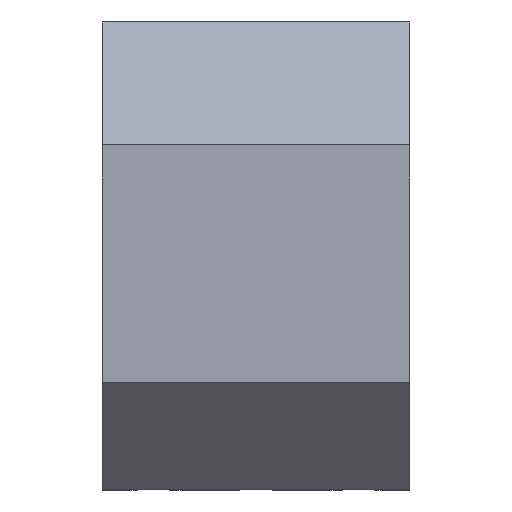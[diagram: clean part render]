
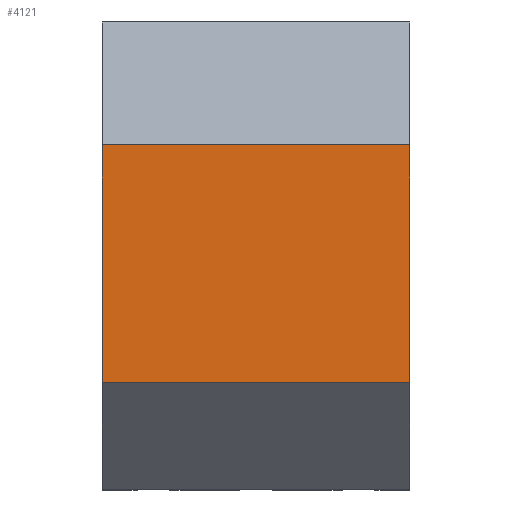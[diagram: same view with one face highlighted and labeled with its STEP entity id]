
A CAD part, top view. The second image highlights one B-rep face of the part: STEP entity #4121.
In plain terms, the highlighted planar face has unit normal (0, 0, 1).
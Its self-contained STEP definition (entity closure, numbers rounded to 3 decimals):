
#3228 = PLANE('',#3229);
#3229 = AXIS2_PLACEMENT_3D('',#3230,#3231,#3232);
#3230 = CARTESIAN_POINT('',(6.25,1.731,5.523));
#3231 = DIRECTION('',(1.,0.,0.));
#3232 = DIRECTION('',(0.,0.,1.));
#3282 = PLANE('',#3283);
#3283 = AXIS2_PLACEMENT_3D('',#3284,#3285,#3286);
#3284 = CARTESIAN_POINT('',(-1.25,1.731,5.523));
#3285 = DIRECTION('',(1.,0.,0.));
#3286 = DIRECTION('',(0.,0.,1.));
#3413 = PLANE('',#3414);
#3414 = AXIS2_PLACEMENT_3D('',#3415,#3416,#3417);
#3415 = CARTESIAN_POINT('',(-1.25,8.4,8.5));
#3416 = DIRECTION('',(0.,-0.447,-0.894));
#3417 = DIRECTION('',(0.,-0.894,0.447));
#3452 = VERTEX_POINT('',#3453);
#3453 = CARTESIAN_POINT('',(-1.25,5.4,10.));
#3474 = EDGE_CURVE('',#3452,#3475,#3477,.T.);
#3475 = VERTEX_POINT('',#3476);
#3476 = CARTESIAN_POINT('',(-1.25,-0.4,10.));
#3477 = SURFACE_CURVE('',#3478,(#3482,#3489),.PCURVE_S1.);
#3478 = LINE('',#3479,#3480);
#3479 = CARTESIAN_POINT('',(-1.25,5.4,10.));
#3480 = VECTOR('',#3481,1.);
#3481 = DIRECTION('',(0.,-1.,0.));
#3482 = PCURVE('',#3282,#3483);
#3483 = DEFINITIONAL_REPRESENTATION('',(#3484),#3488);
#3484 = LINE('',#3485,#3486);
#3485 = CARTESIAN_POINT('',(4.477,-3.669));
#3486 = VECTOR('',#3487,1.);
#3487 = DIRECTION('',(0.,1.));
#3488 = ( GEOMETRIC_REPRESENTATION_CONTEXT(2) 
PARAMETRIC_REPRESENTATION_CONTEXT() REPRESENTATION_CONTEXT('2D SPACE',''
  ) );
#3489 = PCURVE('',#3490,#3495);
#3490 = PLANE('',#3491);
#3491 = AXIS2_PLACEMENT_3D('',#3492,#3493,#3494);
#3492 = CARTESIAN_POINT('',(-1.25,5.4,10.));
#3493 = DIRECTION('',(0.,0.,-1.));
#3494 = DIRECTION('',(0.,-1.,0.));
#3495 = DEFINITIONAL_REPRESENTATION('',(#3496),#3500);
#3496 = LINE('',#3497,#3498);
#3497 = CARTESIAN_POINT('',(0.,-0.));
#3498 = VECTOR('',#3499,1.);
#3499 = DIRECTION('',(1.,0.));
#3500 = ( GEOMETRIC_REPRESENTATION_CONTEXT(2) 
PARAMETRIC_REPRESENTATION_CONTEXT() REPRESENTATION_CONTEXT('2D SPACE',''
  ) );
#3518 = PLANE('',#3519);
#3519 = AXIS2_PLACEMENT_3D('',#3520,#3521,#3522);
#3520 = CARTESIAN_POINT('',(-1.25,-0.4,10.));
#3521 = DIRECTION('',(0.,0.707,-0.707));
#3522 = DIRECTION('',(0.,-0.707,-0.707));
#3614 = VERTEX_POINT('',#3615);
#3615 = CARTESIAN_POINT('',(6.25,5.4,10.));
#3636 = EDGE_CURVE('',#3614,#3637,#3639,.T.);
#3637 = VERTEX_POINT('',#3638);
#3638 = CARTESIAN_POINT('',(6.25,-0.4,10.));
#3639 = SURFACE_CURVE('',#3640,(#3644,#3651),.PCURVE_S1.);
#3640 = LINE('',#3641,#3642);
#3641 = CARTESIAN_POINT('',(6.25,5.4,10.));
#3642 = VECTOR('',#3643,1.);
#3643 = DIRECTION('',(0.,-1.,0.));
#3644 = PCURVE('',#3228,#3645);
#3645 = DEFINITIONAL_REPRESENTATION('',(#3646),#3650);
#3646 = LINE('',#3647,#3648);
#3647 = CARTESIAN_POINT('',(4.477,-3.669));
#3648 = VECTOR('',#3649,1.);
#3649 = DIRECTION('',(0.,1.));
#3650 = ( GEOMETRIC_REPRESENTATION_CONTEXT(2) 
PARAMETRIC_REPRESENTATION_CONTEXT() REPRESENTATION_CONTEXT('2D SPACE',''
  ) );
#3651 = PCURVE('',#3490,#3652);
#3652 = DEFINITIONAL_REPRESENTATION('',(#3653),#3657);
#3653 = LINE('',#3654,#3655);
#3654 = CARTESIAN_POINT('',(0.,-7.5));
#3655 = VECTOR('',#3656,1.);
#3656 = DIRECTION('',(1.,0.));
#3657 = ( GEOMETRIC_REPRESENTATION_CONTEXT(2) 
PARAMETRIC_REPRESENTATION_CONTEXT() REPRESENTATION_CONTEXT('2D SPACE',''
  ) );
#4100 = EDGE_CURVE('',#3452,#3614,#4101,.T.);
#4101 = SURFACE_CURVE('',#4102,(#4106,#4113),.PCURVE_S1.);
#4102 = LINE('',#4103,#4104);
#4103 = CARTESIAN_POINT('',(-1.25,5.4,10.));
#4104 = VECTOR('',#4105,1.);
#4105 = DIRECTION('',(1.,0.,0.));
#4106 = PCURVE('',#3413,#4107);
#4107 = DEFINITIONAL_REPRESENTATION('',(#4108),#4112);
#4108 = LINE('',#4109,#4110);
#4109 = CARTESIAN_POINT('',(3.354,0.));
#4110 = VECTOR('',#4111,1.);
#4111 = DIRECTION('',(0.,-1.));
#4112 = ( GEOMETRIC_REPRESENTATION_CONTEXT(2) 
PARAMETRIC_REPRESENTATION_CONTEXT() REPRESENTATION_CONTEXT('2D SPACE',''
  ) );
#4113 = PCURVE('',#3490,#4114);
#4114 = DEFINITIONAL_REPRESENTATION('',(#4115),#4119);
#4115 = LINE('',#4116,#4117);
#4116 = CARTESIAN_POINT('',(0.,-0.));
#4117 = VECTOR('',#4118,1.);
#4118 = DIRECTION('',(0.,-1.));
#4119 = ( GEOMETRIC_REPRESENTATION_CONTEXT(2) 
PARAMETRIC_REPRESENTATION_CONTEXT() REPRESENTATION_CONTEXT('2D SPACE',''
  ) );
#4121 = ADVANCED_FACE('',(#4122),#3490,.F.);
#4122 = FACE_BOUND('',#4123,.F.);
#4123 = EDGE_LOOP('',(#4124,#4125,#4126,#4147));
#4124 = ORIENTED_EDGE('',*,*,#4100,.T.);
#4125 = ORIENTED_EDGE('',*,*,#3636,.T.);
#4126 = ORIENTED_EDGE('',*,*,#4127,.F.);
#4127 = EDGE_CURVE('',#3475,#3637,#4128,.T.);
#4128 = SURFACE_CURVE('',#4129,(#4133,#4140),.PCURVE_S1.);
#4129 = LINE('',#4130,#4131);
#4130 = CARTESIAN_POINT('',(-1.25,-0.4,10.));
#4131 = VECTOR('',#4132,1.);
#4132 = DIRECTION('',(1.,0.,0.));
#4133 = PCURVE('',#3490,#4134);
#4134 = DEFINITIONAL_REPRESENTATION('',(#4135),#4139);
#4135 = LINE('',#4136,#4137);
#4136 = CARTESIAN_POINT('',(5.8,0.));
#4137 = VECTOR('',#4138,1.);
#4138 = DIRECTION('',(0.,-1.));
#4139 = ( GEOMETRIC_REPRESENTATION_CONTEXT(2) 
PARAMETRIC_REPRESENTATION_CONTEXT() REPRESENTATION_CONTEXT('2D SPACE',''
  ) );
#4140 = PCURVE('',#3518,#4141);
#4141 = DEFINITIONAL_REPRESENTATION('',(#4142),#4146);
#4142 = LINE('',#4143,#4144);
#4143 = CARTESIAN_POINT('',(0.,0.));
#4144 = VECTOR('',#4145,1.);
#4145 = DIRECTION('',(0.,-1.));
#4146 = ( GEOMETRIC_REPRESENTATION_CONTEXT(2) 
PARAMETRIC_REPRESENTATION_CONTEXT() REPRESENTATION_CONTEXT('2D SPACE',''
  ) );
#4147 = ORIENTED_EDGE('',*,*,#3474,.F.);
